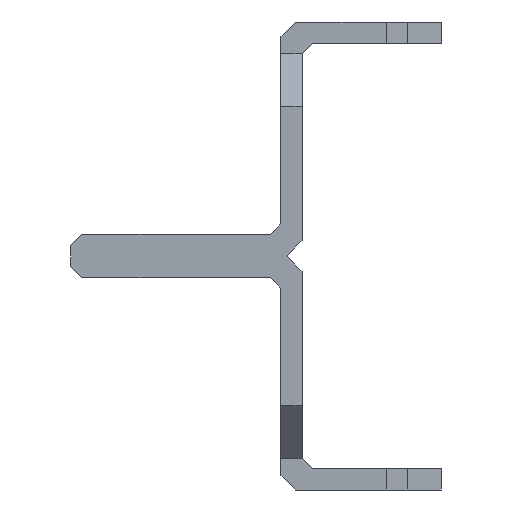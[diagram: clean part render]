
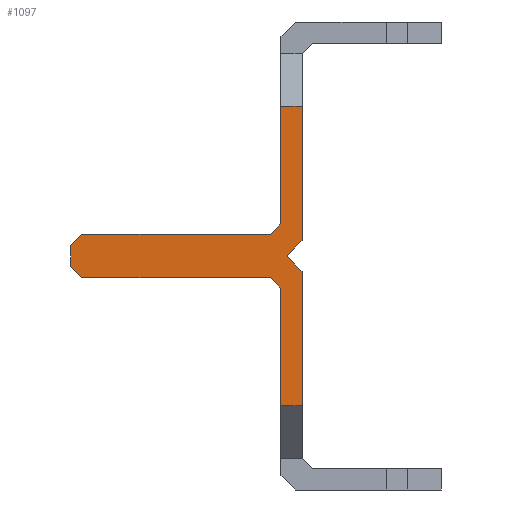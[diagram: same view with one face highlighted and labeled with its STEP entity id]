
A CAD part, left-side view. The second image highlights one B-rep face of the part: STEP entity #1097.
In plain terms, the highlighted planar face has unit normal (-1, 0, 0).
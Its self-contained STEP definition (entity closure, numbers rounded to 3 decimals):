
#24 = DIRECTION ( 'NONE',  ( 0., 1., 0. ) ) ;
#29 = CARTESIAN_POINT ( 'NONE',  ( -375.5, -4.793, 4.793 ) ) ;
#116 = DIRECTION ( 'NONE',  ( 0., 1., 0. ) ) ;
#126 = VERTEX_POINT ( 'NONE', #1828 ) ;
#194 = ORIENTED_EDGE ( 'NONE', *, *, #1159, .T. ) ;
#196 = CARTESIAN_POINT ( 'NONE',  ( -375.5, -11., -14.2 ) ) ;
#210 = CARTESIAN_POINT ( 'NONE',  ( -375.5, 9.939, 2.1 ) ) ;
#211 = LINE ( 'NONE', #1250, #1720 ) ;
#232 = CARTESIAN_POINT ( 'NONE',  ( -375.5, -11., 14.3 ) ) ;
#261 = VECTOR ( 'NONE', #2584, 1000. ) ;
#287 = CARTESIAN_POINT ( 'NONE',  ( -375.5, -11., 14.3 ) ) ;
#307 = ORIENTED_EDGE ( 'NONE', *, *, #2252, .T. ) ;
#309 = VECTOR ( 'NONE', #116, 1000. ) ;
#310 = CARTESIAN_POINT ( 'NONE',  ( -375.5, -1.025, 2.1 ) ) ;
#363 = VERTEX_POINT ( 'NONE', #1108 ) ;
#393 = VECTOR ( 'NONE', #1928, 1000. ) ;
#418 = DIRECTION ( 'NONE',  ( 0., -0.707, -0.707 ) ) ;
#422 = CARTESIAN_POINT ( 'NONE',  ( -375.5, -11., -2. ) ) ;
#476 = VERTEX_POINT ( 'NONE', #3179 ) ;
#504 = CARTESIAN_POINT ( 'NONE',  ( -375.5, -9., -14.2 ) ) ;
#539 = DIRECTION ( 'NONE',  ( 0., -0.707, -0.707 ) ) ;
#544 = LINE ( 'NONE', #196, #3049 ) ;
#573 = VECTOR ( 'NONE', #418, 1000. ) ;
#641 = VERTEX_POINT ( 'NONE', #3628 ) ;
#653 = EDGE_CURVE ( 'NONE', #126, #641, #3173, .T. ) ;
#707 = CARTESIAN_POINT ( 'NONE',  ( -375.5, -11., 0. ) ) ;
#761 = EDGE_CURVE ( 'NONE', #3555, #780, #1765, .T. ) ;
#763 = CARTESIAN_POINT ( 'NONE',  ( -375.5, -11., -14.2 ) ) ;
#766 = VERTEX_POINT ( 'NONE', #504 ) ;
#780 = VERTEX_POINT ( 'NONE', #210 ) ;
#791 = ORIENTED_EDGE ( 'NONE', *, *, #3398, .T. ) ;
#827 = CARTESIAN_POINT ( 'NONE',  ( -375.5, -9.586, 0. ) ) ;
#842 = ORIENTED_EDGE ( 'NONE', *, *, #2519, .T. ) ;
#850 = VECTOR ( 'NONE', #2149, 1000. ) ;
#852 = ORIENTED_EDGE ( 'NONE', *, *, #2491, .T. ) ;
#922 = EDGE_CURVE ( 'NONE', #2551, #476, #3714, .T. ) ;
#928 = CARTESIAN_POINT ( 'NONE',  ( -375.5, 11., 0. ) ) ;
#946 = DIRECTION ( 'NONE',  ( 0., 0., -1. ) ) ;
#962 = EDGE_LOOP ( 'NONE', ( #3689, #194, #307, #2827, #2271, #852, #791, #2572, #2578, #1975, #3619, #1841, #842, #2567, #2591, #1652 ) ) ;
#1046 = LINE ( 'NONE', #29, #2498 ) ;
#1097 = ADVANCED_FACE ( 'NONE', ( #2089 ), #2049, .F. ) ;
#1108 = CARTESIAN_POINT ( 'NONE',  ( -375.5, -8., -2. ) ) ;
#1115 = CARTESIAN_POINT ( 'NONE',  ( -375.5, -3., 3. ) ) ;
#1136 = CARTESIAN_POINT ( 'NONE',  ( -375.5, -9., -3. ) ) ;
#1159 = EDGE_CURVE ( 'NONE', #641, #363, #2474, .T. ) ;
#1210 = LINE ( 'NONE', #2717, #393 ) ;
#1250 = CARTESIAN_POINT ( 'NONE',  ( -375.5, -4.743, -4.743 ) ) ;
#1300 = VECTOR ( 'NONE', #3287, 1000. ) ;
#1321 = DIRECTION ( 'NONE',  ( 0., -1., 0. ) ) ;
#1338 = VECTOR ( 'NONE', #2127, 1000. ) ;
#1348 = VERTEX_POINT ( 'NONE', #1879 ) ;
#1389 = VECTOR ( 'NONE', #1799, 1000. ) ;
#1500 = CARTESIAN_POINT ( 'NONE',  ( -375.5, 11., 1.039 ) ) ;
#1505 = DIRECTION ( 'NONE',  ( 1., 0., 0. ) ) ;
#1517 = LINE ( 'NONE', #928, #2973 ) ;
#1590 = AXIS2_PLACEMENT_3D ( 'NONE', #310, #1505, #24 ) ;
#1652 = ORIENTED_EDGE ( 'NONE', *, *, #2936, .T. ) ;
#1655 = EDGE_CURVE ( 'NONE', #3475, #2544, #2669, .T. ) ;
#1715 = LINE ( 'NONE', #2011, #2207 ) ;
#1720 = VECTOR ( 'NONE', #3612, 1000. ) ;
#1741 = DIRECTION ( 'NONE',  ( 0., 0., 1. ) ) ;
#1765 = LINE ( 'NONE', #3019, #309 ) ;
#1787 = VERTEX_POINT ( 'NONE', #2115 ) ;
#1799 = DIRECTION ( 'NONE',  ( 0., -1., 0. ) ) ;
#1828 = CARTESIAN_POINT ( 'NONE',  ( -375.5, 11., -0.939 ) ) ;
#1830 = CARTESIAN_POINT ( 'NONE',  ( -375.5, 6.02, 6.02 ) ) ;
#1841 = ORIENTED_EDGE ( 'NONE', *, *, #2618, .T. ) ;
#1879 = CARTESIAN_POINT ( 'NONE',  ( -375.5, -11., 1.514 ) ) ;
#1897 = CARTESIAN_POINT ( 'NONE',  ( -375.5, 5.97, -5.97 ) ) ;
#1906 = VECTOR ( 'NONE', #1741, 1000. ) ;
#1928 = DIRECTION ( 'NONE',  ( 0., 0., 1. ) ) ;
#1930 = EDGE_CURVE ( 'NONE', #2544, #1348, #211, .T. ) ;
#1965 = EDGE_CURVE ( 'NONE', #2551, #1348, #3710, .T. ) ;
#1975 = ORIENTED_EDGE ( 'NONE', *, *, #1965, .F. ) ;
#2011 = CARTESIAN_POINT ( 'NONE',  ( -375.5, -9., 2.1 ) ) ;
#2033 = EDGE_CURVE ( 'NONE', #766, #2762, #1210, .T. ) ;
#2049 = PLANE ( 'NONE',  #1590 ) ;
#2085 = CARTESIAN_POINT ( 'NONE',  ( -375.5, 11., -2. ) ) ;
#2089 = FACE_OUTER_BOUND ( 'NONE', #962, .T. ) ;
#2115 = CARTESIAN_POINT ( 'NONE',  ( -375.5, -9., 3.1 ) ) ;
#2127 = DIRECTION ( 'NONE',  ( 0., 0.707, -0.707 ) ) ;
#2138 = VERTEX_POINT ( 'NONE', #763 ) ;
#2149 = DIRECTION ( 'NONE',  ( 0., 0.707, -0.707 ) ) ;
#2154 = CARTESIAN_POINT ( 'NONE',  ( -375.5, -2.95, -2.95 ) ) ;
#2207 = VECTOR ( 'NONE', #2554, 1000. ) ;
#2252 = EDGE_CURVE ( 'NONE', #363, #2762, #2710, .T. ) ;
#2271 = ORIENTED_EDGE ( 'NONE', *, *, #3204, .T. ) ;
#2336 = LINE ( 'NONE', #422, #2473 ) ;
#2347 = CARTESIAN_POINT ( 'NONE',  ( -375.5, -11., -1.414 ) ) ;
#2450 = DIRECTION ( 'NONE',  ( 0., 0., 1. ) ) ;
#2473 = VECTOR ( 'NONE', #2450, 1000. ) ;
#2474 = LINE ( 'NONE', #2085, #1389 ) ;
#2491 = EDGE_CURVE ( 'NONE', #2138, #2900, #2336, .T. ) ;
#2498 = VECTOR ( 'NONE', #3769, 1000. ) ;
#2519 = EDGE_CURVE ( 'NONE', #1787, #3555, #3339, .T. ) ;
#2544 = VERTEX_POINT ( 'NONE', #3068 ) ;
#2551 = VERTEX_POINT ( 'NONE', #232 ) ;
#2554 = DIRECTION ( 'NONE',  ( 0., 0., -1. ) ) ;
#2567 = ORIENTED_EDGE ( 'NONE', *, *, #761, .T. ) ;
#2572 = ORIENTED_EDGE ( 'NONE', *, *, #1655, .T. ) ;
#2578 = ORIENTED_EDGE ( 'NONE', *, *, #1930, .T. ) ;
#2584 = DIRECTION ( 'NONE',  ( 0., 1., 0. ) ) ;
#2591 = ORIENTED_EDGE ( 'NONE', *, *, #3711, .T. ) ;
#2618 = EDGE_CURVE ( 'NONE', #476, #1787, #1715, .T. ) ;
#2669 = LINE ( 'NONE', #827, #1906 ) ;
#2710 = LINE ( 'NONE', #1115, #3380 ) ;
#2717 = CARTESIAN_POINT ( 'NONE',  ( -375.5, -9., 0. ) ) ;
#2762 = VERTEX_POINT ( 'NONE', #1136 ) ;
#2827 = ORIENTED_EDGE ( 'NONE', *, *, #2033, .F. ) ;
#2874 = VERTEX_POINT ( 'NONE', #1500 ) ;
#2899 = CARTESIAN_POINT ( 'NONE',  ( -375.5, -8., 2.1 ) ) ;
#2900 = VERTEX_POINT ( 'NONE', #2347 ) ;
#2908 = LINE ( 'NONE', #1830, #850 ) ;
#2936 = EDGE_CURVE ( 'NONE', #2874, #126, #1517, .T. ) ;
#2973 = VECTOR ( 'NONE', #946, 1000. ) ;
#3019 = CARTESIAN_POINT ( 'NONE',  ( -375.5, -1.025, 2.1 ) ) ;
#3049 = VECTOR ( 'NONE', #1321, 1000. ) ;
#3068 = CARTESIAN_POINT ( 'NONE',  ( -375.5, -9.586, 0.1 ) ) ;
#3173 = LINE ( 'NONE', #1897, #573 ) ;
#3179 = CARTESIAN_POINT ( 'NONE',  ( -375.5, -9., 14.3 ) ) ;
#3204 = EDGE_CURVE ( 'NONE', #766, #2138, #544, .T. ) ;
#3287 = DIRECTION ( 'NONE',  ( 0., 0., -1. ) ) ;
#3339 = LINE ( 'NONE', #2154, #1338 ) ;
#3380 = VECTOR ( 'NONE', #539, 1000. ) ;
#3398 = EDGE_CURVE ( 'NONE', #2900, #3475, #1046, .T. ) ;
#3475 = VERTEX_POINT ( 'NONE', #3494 ) ;
#3494 = CARTESIAN_POINT ( 'NONE',  ( -375.5, -9.586, 0. ) ) ;
#3555 = VERTEX_POINT ( 'NONE', #2899 ) ;
#3612 = DIRECTION ( 'NONE',  ( 0., -0.707, 0.707 ) ) ;
#3619 = ORIENTED_EDGE ( 'NONE', *, *, #922, .T. ) ;
#3628 = CARTESIAN_POINT ( 'NONE',  ( -375.5, 9.939, -2. ) ) ;
#3689 = ORIENTED_EDGE ( 'NONE', *, *, #653, .T. ) ;
#3710 = LINE ( 'NONE', #707, #1300 ) ;
#3711 = EDGE_CURVE ( 'NONE', #780, #2874, #2908, .T. ) ;
#3714 = LINE ( 'NONE', #287, #261 ) ;
#3769 = DIRECTION ( 'NONE',  ( 0., 0.707, 0.707 ) ) ;
